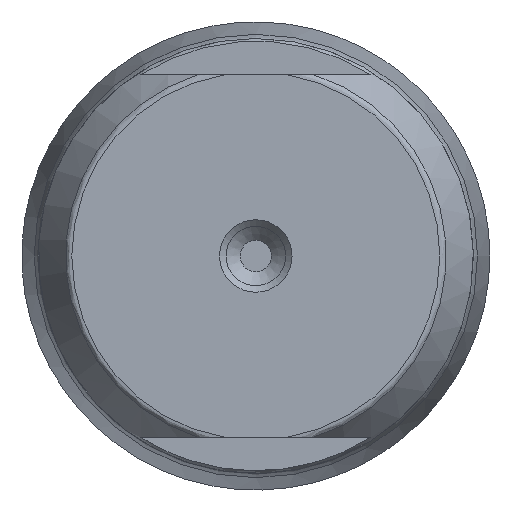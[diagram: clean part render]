
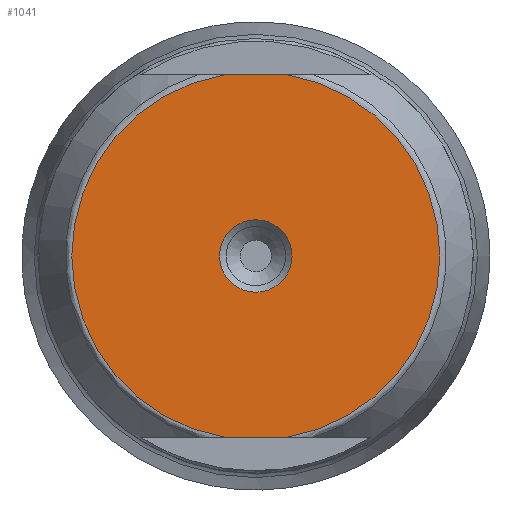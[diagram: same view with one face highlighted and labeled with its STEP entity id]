
A CAD part, front view. The second image highlights one B-rep face of the part: STEP entity #1041.
In plain terms, the highlighted planar face has unit normal (0, -1, 0).
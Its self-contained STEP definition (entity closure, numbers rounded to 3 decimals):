
#86=PLANE('',#1207);
#124=LINE('',#1839,#150);
#125=LINE('',#1840,#151);
#150=VECTOR('',#1454,1000.);
#151=VECTOR('',#1455,1000.);
#305=ORIENTED_EDGE('',*,*,#490,.F.);
#306=ORIENTED_EDGE('',*,*,#491,.F.);
#307=ORIENTED_EDGE('',*,*,#484,.T.);
#308=ORIENTED_EDGE('',*,*,#492,.F.);
#309=ORIENTED_EDGE('',*,*,#488,.T.);
#484=EDGE_CURVE('',#593,#594,#675,.T.);
#488=EDGE_CURVE('',#596,#595,#676,.T.);
#490=EDGE_CURVE('',#597,#597,#677,.T.);
#491=EDGE_CURVE('',#593,#595,#124,.T.);
#492=EDGE_CURVE('',#596,#594,#125,.T.);
#593=VERTEX_POINT('',#1810);
#594=VERTEX_POINT('',#1811);
#595=VERTEX_POINT('',#1828);
#596=VERTEX_POINT('',#1830);
#597=VERTEX_POINT('',#1838);
#675=CIRCLE('',#1204,7.614);
#676=CIRCLE('',#1206,7.614);
#677=CIRCLE('',#1208,1.5);
#770=EDGE_LOOP('',(#305));
#771=EDGE_LOOP('',(#306,#307,#308,#309));
#908=FACE_BOUND('',#770,.T.);
#909=FACE_BOUND('',#771,.T.);
#1041=ADVANCED_FACE('',(#908,#909),#86,.F.);
#1204=AXIS2_PLACEMENT_3D('',#1809,#1444,#1445);
#1206=AXIS2_PLACEMENT_3D('',#1829,#1448,#1449);
#1207=AXIS2_PLACEMENT_3D('',#1836,#1450,#1451);
#1208=AXIS2_PLACEMENT_3D('',#1837,#1452,#1453);
#1444=DIRECTION('',(0.,-1.,0.));
#1445=DIRECTION('',(1.,0.,0.));
#1448=DIRECTION('',(0.,-1.,0.));
#1449=DIRECTION('',(1.,0.,0.));
#1450=DIRECTION('',(0.,1.,0.));
#1451=DIRECTION('',(-1.,0.,0.));
#1452=DIRECTION('',(0.,-1.,0.));
#1453=DIRECTION('',(0.,0.,-1.));
#1454=DIRECTION('',(0.,0.,-1.));
#1455=DIRECTION('',(0.,0.,1.));
#1809=CARTESIAN_POINT('',(0.,-27.5,0.));
#1810=CARTESIAN_POINT('',(7.5,-27.5,1.315));
#1811=CARTESIAN_POINT('',(-7.5,-27.5,1.315));
#1828=CARTESIAN_POINT('',(7.5,-27.5,-1.315));
#1829=CARTESIAN_POINT('',(0.,-27.5,0.));
#1830=CARTESIAN_POINT('',(-7.5,-27.5,-1.315));
#1836=CARTESIAN_POINT('',(7.614,-27.5,0.));
#1837=CARTESIAN_POINT('',(0.,-27.5,0.));
#1838=CARTESIAN_POINT('',(0.,-27.5,-1.5));
#1839=CARTESIAN_POINT('',(7.5,-27.5,0.));
#1840=CARTESIAN_POINT('',(-7.5,-27.5,0.));
